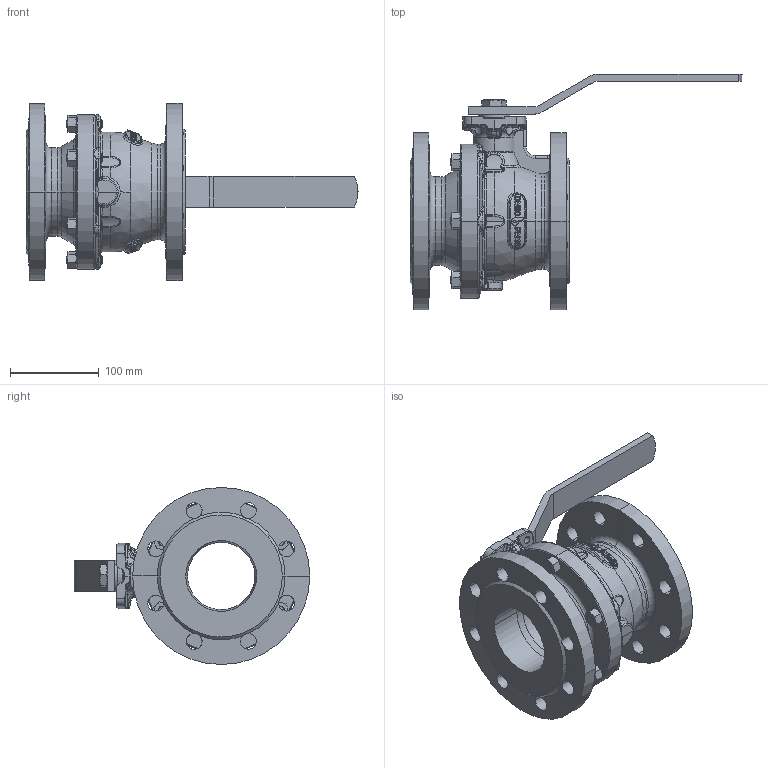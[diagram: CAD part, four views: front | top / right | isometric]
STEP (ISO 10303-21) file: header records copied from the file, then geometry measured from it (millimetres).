
FILE_DESCRIPTION (( 'STEP AP203' ), '1' );
FILE_NAME ('B2.DN080.STEP', '2011-12-15T10:46:52', ( ' ' ), ( '' ), 'SwSTEP 2.0', 'SolidWorks 2009', '' );
FILE_SCHEMA (( 'CONFIG_CONTROL_DESIGN' ));
Products named in the file (1): B2.DN080
Bounding box: 375 x 266 x 200 mm (x, y, z)
Volume: 2419459.1 mm3; surface area: 307822.3 mm2
Topology: 1 solids, 3 shells, 1393 faces, 3590 edges, 2186 vertices
Faces by surface type: bspline 463, plane 344, cylinder 263, cone 235, torus 72, sphere 16
Entity records: 66539 total; most frequent: CARTESIAN_POINT 36960, ORIENTED_EDGE 7104, DIRECTION 4902, EDGE_CURVE 3552, VERTEX_POINT 2186, AXIS2_PLACEMENT_3D 2010, EDGE_LOOP 1480, B_SPLINE_CURVE_WITH_KNOTS 1475
